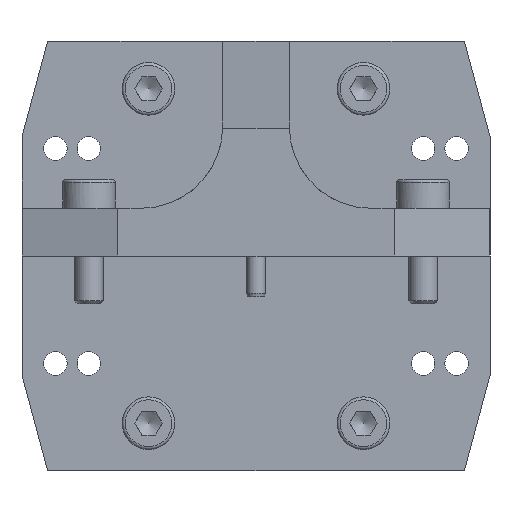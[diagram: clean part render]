
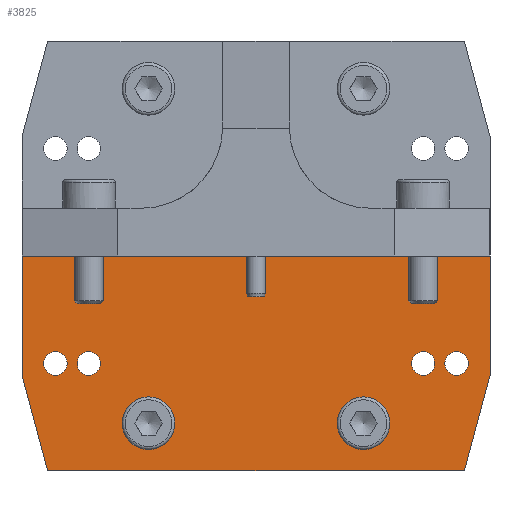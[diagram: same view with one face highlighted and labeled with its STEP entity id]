
A CAD part, front view. The second image highlights one B-rep face of the part: STEP entity #3825.
In plain terms, the highlighted planar face has unit normal (0, -1, 0).
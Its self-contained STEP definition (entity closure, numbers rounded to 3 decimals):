
#140=FACE_BOUND('',#1042,.T.);
#141=FACE_BOUND('',#1043,.T.);
#142=FACE_BOUND('',#1044,.T.);
#143=FACE_BOUND('',#1045,.T.);
#144=FACE_BOUND('',#1046,.T.);
#145=FACE_BOUND('',#1047,.T.);
#342=LINE('',#6469,#567);
#350=LINE('',#6484,#575);
#357=LINE('',#6513,#582);
#361=LINE('',#6525,#586);
#364=LINE('',#6531,#589);
#365=LINE('',#6532,#590);
#567=VECTOR('',#5197,10.);
#575=VECTOR('',#5207,10.);
#582=VECTOR('',#5234,10.);
#586=VECTOR('',#5248,10.);
#589=VECTOR('',#5253,10.);
#590=VECTOR('',#5254,10.);
#819=FACE_OUTER_BOUND('',#1041,.T.);
#1041=EDGE_LOOP('',(#3122,#3123,#3124,#3125,#3126,#3127));
#1042=EDGE_LOOP('',(#3128,#3129));
#1043=EDGE_LOOP('',(#3130,#3131));
#1044=EDGE_LOOP('',(#3132));
#1045=EDGE_LOOP('',(#3133));
#1046=EDGE_LOOP('',(#3134));
#1047=EDGE_LOOP('',(#3135));
#1130=CIRCLE('',#3925,2.75);
#1131=CIRCLE('',#3926,2.75);
#1149=CIRCLE('',#3959,2.75);
#1150=CIRCLE('',#3960,2.75);
#1311=CIRCLE('',#4250,1.23);
#1312=CIRCLE('',#4251,1.23);
#1313=CIRCLE('',#4252,1.23);
#1314=CIRCLE('',#4253,1.23);
#1390=VERTEX_POINT('',#5546);
#1391=VERTEX_POINT('',#5547);
#1421=VERTEX_POINT('',#5648);
#1422=VERTEX_POINT('',#5649);
#1675=VERTEX_POINT('',#6466);
#1676=VERTEX_POINT('',#6468);
#1682=VERTEX_POINT('',#6482);
#1694=VERTEX_POINT('',#6511);
#1697=VERTEX_POINT('',#6524);
#1699=VERTEX_POINT('',#6530);
#1700=VERTEX_POINT('',#6533);
#1701=VERTEX_POINT('',#6535);
#1702=VERTEX_POINT('',#6537);
#1703=VERTEX_POINT('',#6539);
#1785=EDGE_CURVE('',#1390,#1391,#1130,.T.);
#1786=EDGE_CURVE('',#1391,#1390,#1131,.T.);
#1827=EDGE_CURVE('',#1421,#1422,#1149,.T.);
#1828=EDGE_CURVE('',#1422,#1421,#1150,.T.);
#2174=EDGE_CURVE('',#1676,#1675,#342,.T.);
#2182=EDGE_CURVE('',#1675,#1682,#350,.T.);
#2197=EDGE_CURVE('',#1682,#1694,#357,.T.);
#2203=EDGE_CURVE('',#1697,#1694,#361,.T.);
#2206=EDGE_CURVE('',#1697,#1699,#364,.T.);
#2207=EDGE_CURVE('',#1676,#1699,#365,.T.);
#2208=EDGE_CURVE('',#1700,#1700,#1311,.T.);
#2209=EDGE_CURVE('',#1701,#1701,#1312,.T.);
#2210=EDGE_CURVE('',#1702,#1702,#1313,.T.);
#2211=EDGE_CURVE('',#1703,#1703,#1314,.T.);
#3122=ORIENTED_EDGE('',*,*,#2203,.F.);
#3123=ORIENTED_EDGE('',*,*,#2206,.T.);
#3124=ORIENTED_EDGE('',*,*,#2207,.F.);
#3125=ORIENTED_EDGE('',*,*,#2174,.T.);
#3126=ORIENTED_EDGE('',*,*,#2182,.T.);
#3127=ORIENTED_EDGE('',*,*,#2197,.T.);
#3128=ORIENTED_EDGE('',*,*,#1785,.T.);
#3129=ORIENTED_EDGE('',*,*,#1786,.T.);
#3130=ORIENTED_EDGE('',*,*,#1827,.T.);
#3131=ORIENTED_EDGE('',*,*,#1828,.T.);
#3132=ORIENTED_EDGE('',*,*,#2208,.T.);
#3133=ORIENTED_EDGE('',*,*,#2209,.T.);
#3134=ORIENTED_EDGE('',*,*,#2210,.T.);
#3135=ORIENTED_EDGE('',*,*,#2211,.T.);
#3464=PLANE('',#4249);
#3825=ADVANCED_FACE('',(#819,#140,#141,#142,#143,#144,#145),#3464,.T.);
#3925=AXIS2_PLACEMENT_3D('',#5548,#4421,#4422);
#3926=AXIS2_PLACEMENT_3D('',#5549,#4423,#4424);
#3959=AXIS2_PLACEMENT_3D('',#5650,#4505,#4506);
#3960=AXIS2_PLACEMENT_3D('',#5651,#4507,#4508);
#4249=AXIS2_PLACEMENT_3D('',#6529,#5251,#5252);
#4250=AXIS2_PLACEMENT_3D('',#6534,#5255,#5256);
#4251=AXIS2_PLACEMENT_3D('',#6536,#5257,#5258);
#4252=AXIS2_PLACEMENT_3D('',#6538,#5259,#5260);
#4253=AXIS2_PLACEMENT_3D('',#6540,#5261,#5262);
#4421=DIRECTION('center_axis',(0.,1.,0.));
#4422=DIRECTION('ref_axis',(0.,0.,
1.));
#4423=DIRECTION('center_axis',(0.,1.,0.));
#4424=DIRECTION('ref_axis',(0.,0.,
1.));
#4505=DIRECTION('center_axis',(0.,1.,0.));
#4506=DIRECTION('ref_axis',(0.,0.,
1.));
#4507=DIRECTION('center_axis',(0.,1.,0.));
#4508=DIRECTION('ref_axis',(0.,0.,
1.));
#5197=DIRECTION('',(0.,0.,1.));
#5207=DIRECTION('',(-1.,0.,0.));
#5234=DIRECTION('',(0.,0.,-1.));
#5248=DIRECTION('',(-0.259,0.,0.966));
#5251=DIRECTION('center_axis',(0.,-1.,0.));
#5252=DIRECTION('ref_axis',(1.,0.,0.));
#5253=DIRECTION('',(1.,0.,0.));
#5254=DIRECTION('',(-0.259,0.,-0.966));
#5255=DIRECTION('center_axis',(0.,1.,0.));
#5256=DIRECTION('ref_axis',(-1.,0.,0.));
#5257=DIRECTION('center_axis',(0.,1.,0.));
#5258=DIRECTION('ref_axis',(-1.,0.,0.));
#5259=DIRECTION('center_axis',(0.,1.,0.));
#5260=DIRECTION('ref_axis',(-1.,0.,0.));
#5261=DIRECTION('center_axis',(0.,1.,0.));
#5262=DIRECTION('ref_axis',(-1.,0.,0.));
#5546=CARTESIAN_POINT('',(11.25,-5.,7.75));
#5547=CARTESIAN_POINT('',(11.25,-5.,2.25));
#5548=CARTESIAN_POINT('Origin',(11.25,-5.,5.));
#5549=CARTESIAN_POINT('Origin',(11.25,-5.,5.));
#5648=CARTESIAN_POINT('',(-11.25,-5.,7.75));
#5649=CARTESIAN_POINT('',(-11.25,-5.,2.25));
#5650=CARTESIAN_POINT('Origin',(-11.25,-5.,5.));
#5651=CARTESIAN_POINT('Origin',(-11.25,-5.,5.));
#6466=CARTESIAN_POINT('',(24.5,-5.,22.5));
#6468=CARTESIAN_POINT('',(24.5,-5.,10.));
#6469=CARTESIAN_POINT('',(24.5,-5.,0.));
#6482=CARTESIAN_POINT('',(-24.5,-5.,22.5));
#6484=CARTESIAN_POINT('',(-12.25,-5.,22.5));
#6511=CARTESIAN_POINT('',(-24.5,-5.,10.));
#6513=CARTESIAN_POINT('',(-24.5,-5.,45.));
#6524=CARTESIAN_POINT('',(-21.821,-5.,0.));
#6525=CARTESIAN_POINT('',(-24.572,-5.,10.269));
#6529=CARTESIAN_POINT('Origin',(0.,-5.,22.5));
#6530=CARTESIAN_POINT('',(21.821,-5.,0.));
#6531=CARTESIAN_POINT('',(-24.5,-5.,0.));
#6532=CARTESIAN_POINT('',(24.572,-5.,10.269));
#6533=CARTESIAN_POINT('',(-19.77,-5.,11.25));
#6534=CARTESIAN_POINT('Origin',(-21.,-5.,11.25));
#6535=CARTESIAN_POINT('',(22.23,-5.,11.25));
#6536=CARTESIAN_POINT('Origin',(21.,-5.,11.25));
#6537=CARTESIAN_POINT('',(-16.271,-5.,11.25));
#6538=CARTESIAN_POINT('Origin',(-17.5,-5.,11.25));
#6539=CARTESIAN_POINT('',(18.73,-5.,11.25));
#6540=CARTESIAN_POINT('Origin',(17.5,-5.,11.25));
